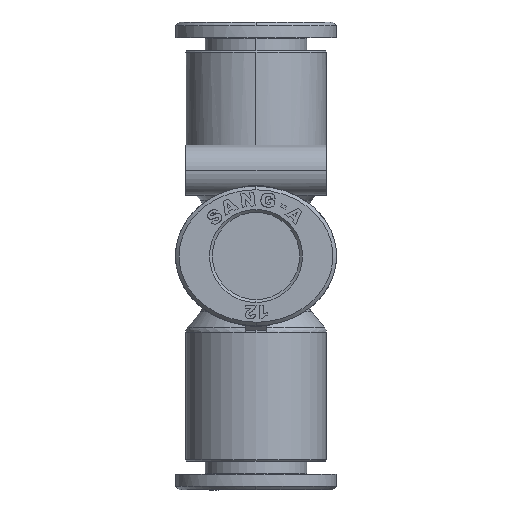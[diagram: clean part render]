
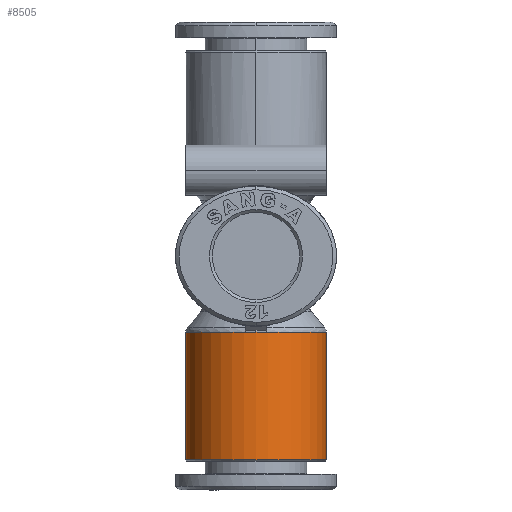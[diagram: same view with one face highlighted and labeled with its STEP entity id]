
A CAD part, left-side view. The second image highlights one B-rep face of the part: STEP entity #8505.
In plain terms, the highlighted cylindrical face has radius 9.85 mm (diameter 19.7 mm), a partial arc.
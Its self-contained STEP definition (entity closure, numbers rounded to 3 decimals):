
#2008 = EDGE_CURVE ( 'NONE', #51270, #14237, #49323, .T. ) ;
#2220 = CARTESIAN_POINT ( 'NONE',  ( -23.592, 0., 0. ) ) ;
#3064 = LINE ( 'NONE', #18729, #33837 ) ;
#3351 = DIRECTION ( 'NONE',  ( 0., -1., 0. ) ) ;
#8505 = ADVANCED_FACE ( 'NONE', ( #17005 ), #21399, .T. ) ;
#9348 = ORIENTED_EDGE ( 'NONE', *, *, #26857, .T. ) ;
#10840 = AXIS2_PLACEMENT_3D ( 'NONE', #23464, #43839, #31730 ) ;
#12528 = EDGE_CURVE ( 'NONE', #14237, #32022, #13498, .T. ) ;
#13498 = CIRCLE ( 'NONE', #13548, 9.85 ) ;
#13548 = AXIS2_PLACEMENT_3D ( 'NONE', #29357, #33752, #41694 ) ;
#14237 = VERTEX_POINT ( 'NONE', #42334 ) ;
#15084 = DIRECTION ( 'NONE',  ( -1., 0., 0. ) ) ;
#15303 = ORIENTED_EDGE ( 'NONE', *, *, #30434, .F. ) ;
#16355 = CARTESIAN_POINT ( 'NONE',  ( -23.592, 0., 9.85 ) ) ;
#17005 = FACE_OUTER_BOUND ( 'NONE', #44043, .T. ) ;
#18174 = VERTEX_POINT ( 'NONE', #24436 ) ;
#18179 = DIRECTION ( 'NONE',  ( 0., -1., 0. ) ) ;
#18729 = CARTESIAN_POINT ( 'NONE',  ( -31.478, -9.85, 0. ) ) ;
#19335 = AXIS2_PLACEMENT_3D ( 'NONE', #2220, #25921, #18179 ) ;
#21399 = CYLINDRICAL_SURFACE ( 'NONE', #27807, 9.85 ) ;
#22796 = DIRECTION ( 'NONE',  ( -1., 0., 0. ) ) ;
#23464 = CARTESIAN_POINT ( 'NONE',  ( -23.592, 0., 0. ) ) ;
#24163 = VECTOR ( 'NONE', #15084, 1000. ) ;
#24436 = CARTESIAN_POINT ( 'NONE',  ( -23.592, -9.85, 0. ) ) ;
#25921 = DIRECTION ( 'NONE',  ( -1., 0., 0. ) ) ;
#26000 = DIRECTION ( 'NONE',  ( -1., 0., 0. ) ) ;
#26857 = EDGE_CURVE ( 'NONE', #49223, #51270, #27341, .T. ) ;
#27341 = CIRCLE ( 'NONE', #19335, 9.85 ) ;
#27807 = AXIS2_PLACEMENT_3D ( 'NONE', #42180, #26000, #3351 ) ;
#28653 = ORIENTED_EDGE ( 'NONE', *, *, #2008, .T. ) ;
#29357 = CARTESIAN_POINT ( 'NONE',  ( -41.428, 0., 0. ) ) ;
#30434 = EDGE_CURVE ( 'NONE', #18174, #32022, #3064, .T. ) ;
#31568 = CARTESIAN_POINT ( 'NONE',  ( -31.478, 9.85, 0. ) ) ;
#31730 = DIRECTION ( 'NONE',  ( 0., -1., 0. ) ) ;
#32022 = VERTEX_POINT ( 'NONE', #37837 ) ;
#33752 = DIRECTION ( 'NONE',  ( 1., 0., 0. ) ) ;
#33837 = VECTOR ( 'NONE', #22796, 1000. ) ;
#35237 = ORIENTED_EDGE ( 'NONE', *, *, #12528, .T. ) ;
#36419 = CIRCLE ( 'NONE', #10840, 9.85 ) ;
#37837 = CARTESIAN_POINT ( 'NONE',  ( -41.428, -9.85, 0. ) ) ;
#38719 = ORIENTED_EDGE ( 'NONE', *, *, #44787, .T. ) ;
#41694 = DIRECTION ( 'NONE',  ( 0., -1., 0. ) ) ;
#42180 = CARTESIAN_POINT ( 'NONE',  ( -31.478, 0., 0. ) ) ;
#42334 = CARTESIAN_POINT ( 'NONE',  ( -41.428, 9.85, 0. ) ) ;
#43839 = DIRECTION ( 'NONE',  ( -1., 0., 0. ) ) ;
#44043 = EDGE_LOOP ( 'NONE', ( #38719, #9348, #28653, #35237, #15303 ) ) ;
#44787 = EDGE_CURVE ( 'NONE', #18174, #49223, #36419, .T. ) ;
#45760 = CARTESIAN_POINT ( 'NONE',  ( -23.592, 9.85, 0. ) ) ;
#49223 = VERTEX_POINT ( 'NONE', #16355 ) ;
#49323 = LINE ( 'NONE', #31568, #24163 ) ;
#51270 = VERTEX_POINT ( 'NONE', #45760 ) ;
